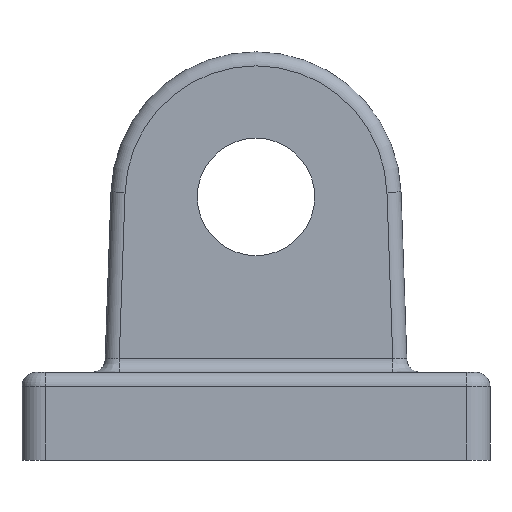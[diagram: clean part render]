
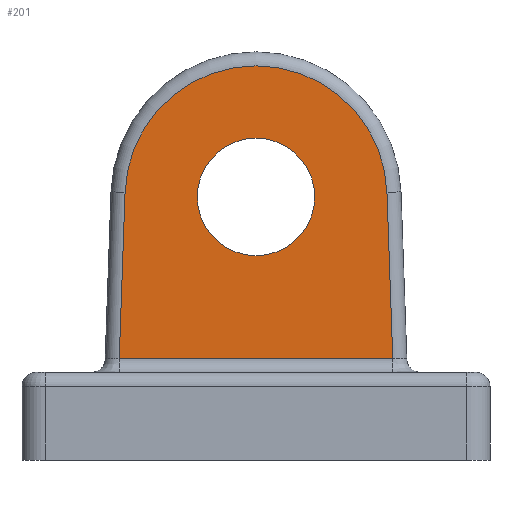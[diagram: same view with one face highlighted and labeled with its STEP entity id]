
A CAD part, left-side view. The second image highlights one B-rep face of the part: STEP entity #201.
In plain terms, the highlighted planar face has unit normal (-1, 0, 0).
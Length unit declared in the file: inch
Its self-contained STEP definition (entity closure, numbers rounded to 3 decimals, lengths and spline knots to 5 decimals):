
#69 = AXIS2_PLACEMENT_3D ( 'NONE', #1307, #694, #804 ) ;
#75 = CIRCLE ( 'NONE', #940, 0.56 ) ;
#96 = ORIENTED_EDGE ( 'NONE', *, *, #599, .T. ) ;
#142 = EDGE_CURVE ( 'NONE', #758, #1453, #767, .T. ) ;
#170 = VECTOR ( 'NONE', #669, 39.37008 ) ;
#201 = ADVANCED_FACE ( 'NONE', ( #1191, #1440 ), #214, .F. ) ;
#214 = PLANE ( 'NONE',  #69 ) ;
#221 = DIRECTION ( 'NONE',  ( 1., 0., 0. ) ) ;
#258 = DIRECTION ( 'NONE',  ( 0., 0., -1. ) ) ;
#274 = CARTESIAN_POINT ( 'NONE',  ( -0.375, 0., 0.874 ) ) ;
#285 = CARTESIAN_POINT ( 'NONE',  ( -0.375, 0.58444, 0.435 ) ) ;
#304 = CARTESIAN_POINT ( 'NONE',  ( -0.375, -0.58653, 0.435 ) ) ;
#340 = CARTESIAN_POINT ( 'NONE',  ( -0.375, -0.55966, 1.14454 ) ) ;
#375 = CARTESIAN_POINT ( 'NONE',  ( -0.375, 0., 1.125 ) ) ;
#444 = ORIENTED_EDGE ( 'NONE', *, *, #142, .T. ) ;
#460 = DIRECTION ( 'NONE',  ( 0., 0.035, 0.999 ) ) ;
#486 = CARTESIAN_POINT ( 'NONE',  ( -0.375, 0., 1.125 ) ) ;
#522 = VECTOR ( 'NONE', #460, 39.37008 ) ;
#529 = CARTESIAN_POINT ( 'NONE',  ( -0.375, 0.55966, 1.14454 ) ) ;
#565 = VERTEX_POINT ( 'NONE', #899 ) ;
#599 = EDGE_CURVE ( 'NONE', #1306, #781, #75, .T. ) ;
#612 = LINE ( 'NONE', #529, #846 ) ;
#618 = AXIS2_PLACEMENT_3D ( 'NONE', #1315, #221, #1060 ) ;
#623 = EDGE_LOOP ( 'NONE', ( #1108, #444, #1007, #96 ) ) ;
#654 = CIRCLE ( 'NONE', #734, 0.251 ) ;
#669 = DIRECTION ( 'NONE',  ( 0., -1., 0. ) ) ;
#694 = DIRECTION ( 'NONE',  ( 1., 0., 0. ) ) ;
#734 = AXIS2_PLACEMENT_3D ( 'NONE', #375, #1231, #258 ) ;
#735 = EDGE_LOOP ( 'NONE', ( #771, #1143 ) ) ;
#738 = CARTESIAN_POINT ( 'NONE',  ( -0.375, 0.55966, 1.14454 ) ) ;
#758 = VERTEX_POINT ( 'NONE', #285 ) ;
#767 = LINE ( 'NONE', #304, #170 ) ;
#771 = ORIENTED_EDGE ( 'NONE', *, *, #1557, .T. ) ;
#781 = VERTEX_POINT ( 'NONE', #738 ) ;
#804 = DIRECTION ( 'NONE',  ( 0., 0., -1. ) ) ;
#820 = EDGE_CURVE ( 'NONE', #781, #758, #612, .T. ) ;
#846 = VECTOR ( 'NONE', #1367, 39.37008 ) ;
#899 = CARTESIAN_POINT ( 'NONE',  ( -0.375, 0., 1.376 ) ) ;
#909 = VERTEX_POINT ( 'NONE', #274 ) ;
#940 = AXIS2_PLACEMENT_3D ( 'NONE', #486, #1221, #1334 ) ;
#1007 = ORIENTED_EDGE ( 'NONE', *, *, #1090, .T. ) ;
#1039 = CIRCLE ( 'NONE', #618, 0.251 ) ;
#1060 = DIRECTION ( 'NONE',  ( 0., 0., -1. ) ) ;
#1090 = EDGE_CURVE ( 'NONE', #1453, #1306, #1384, .T. ) ;
#1108 = ORIENTED_EDGE ( 'NONE', *, *, #820, .T. ) ;
#1143 = ORIENTED_EDGE ( 'NONE', *, *, #1391, .T. ) ;
#1185 = CARTESIAN_POINT ( 'NONE',  ( -0.375, -0.55966, 1.14454 ) ) ;
#1191 = FACE_OUTER_BOUND ( 'NONE', #623, .T. ) ;
#1221 = DIRECTION ( 'NONE',  ( -1., 0., 0. ) ) ;
#1231 = DIRECTION ( 'NONE',  ( 1., 0., 0. ) ) ;
#1306 = VERTEX_POINT ( 'NONE', #1185 ) ;
#1307 = CARTESIAN_POINT ( 'NONE',  ( -0.375, 0., 1.125 ) ) ;
#1315 = CARTESIAN_POINT ( 'NONE',  ( -0.375, 0., 1.125 ) ) ;
#1334 = DIRECTION ( 'NONE',  ( 0., 0., -1. ) ) ;
#1338 = CARTESIAN_POINT ( 'NONE',  ( -0.375, -0.58444, 0.435 ) ) ;
#1367 = DIRECTION ( 'NONE',  ( 0., 0.035, -0.999 ) ) ;
#1384 = LINE ( 'NONE', #340, #522 ) ;
#1391 = EDGE_CURVE ( 'NONE', #909, #565, #1039, .T. ) ;
#1440 = FACE_BOUND ( 'NONE', #735, .T. ) ;
#1453 = VERTEX_POINT ( 'NONE', #1338 ) ;
#1557 = EDGE_CURVE ( 'NONE', #565, #909, #654, .T. ) ;
